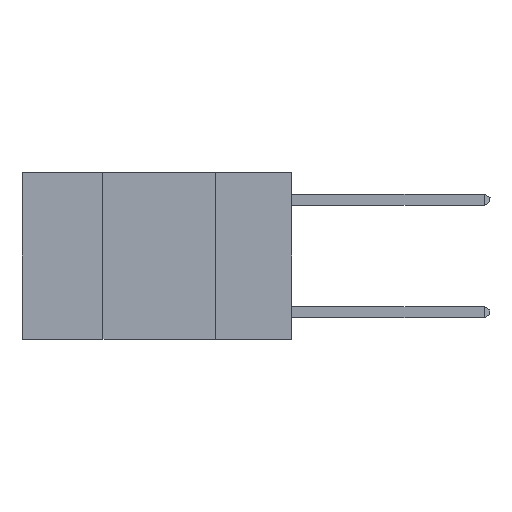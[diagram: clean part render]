
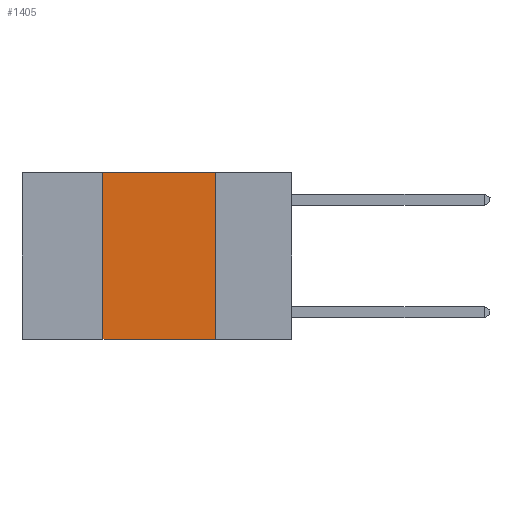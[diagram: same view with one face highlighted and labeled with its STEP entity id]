
A CAD part, left-side view. The second image highlights one B-rep face of the part: STEP entity #1405.
In plain terms, the highlighted planar face has unit normal (-1, 0, 0).
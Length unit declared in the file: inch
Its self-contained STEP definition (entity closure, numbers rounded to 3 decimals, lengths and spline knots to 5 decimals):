
#161 = ORIENTED_EDGE ( 'NONE', *, *, #10370, .F. ) ;
#463 = EDGE_CURVE ( 'NONE', #4843, #11595, #5363, .T. ) ;
#1170 = EDGE_CURVE ( 'NONE', #4843, #12113, #16569, .T. ) ;
#1175 = LINE ( 'NONE', #3417, #7419 ) ;
#1405 = ADVANCED_FACE ( 'NONE', ( #12781 ), #9996, .F. ) ;
#1516 = VERTEX_POINT ( 'NONE', #3056 ) ;
#2265 = VECTOR ( 'NONE', #4185, 39.37008 ) ;
#2972 = EDGE_CURVE ( 'NONE', #1516, #12113, #5813, .T. ) ;
#3056 = CARTESIAN_POINT ( 'NONE',  ( 0., 0.17, 0. ) ) ;
#3417 = CARTESIAN_POINT ( 'NONE',  ( 0., 0.6, 0. ) ) ;
#4185 = DIRECTION ( 'NONE',  ( 0., 0., -1. ) ) ;
#4479 = ORIENTED_EDGE ( 'NONE', *, *, #2972, .F. ) ;
#4742 = DIRECTION ( 'NONE',  ( 0., -1., 0. ) ) ;
#4843 = VERTEX_POINT ( 'NONE', #8072 ) ;
#5363 = LINE ( 'NONE', #6028, #14926 ) ;
#5813 = LINE ( 'NONE', #7863, #2265 ) ;
#6028 = CARTESIAN_POINT ( 'NONE',  ( 0., 0.42, 0. ) ) ;
#6059 = CARTESIAN_POINT ( 'NONE',  ( 0., 0.17, -0.37 ) ) ;
#7419 = VECTOR ( 'NONE', #4742, 39.37008 ) ;
#7706 = CARTESIAN_POINT ( 'NONE',  ( 0., 0.42, 0. ) ) ;
#7825 = EDGE_LOOP ( 'NONE', ( #4479, #161, #13298, #9185 ) ) ;
#7863 = CARTESIAN_POINT ( 'NONE',  ( 0., 0.17, 0. ) ) ;
#7908 = DIRECTION ( 'NONE',  ( 0., -1., 0. ) ) ;
#8072 = CARTESIAN_POINT ( 'NONE',  ( 0., 0.42, -0.37 ) ) ;
#9185 = ORIENTED_EDGE ( 'NONE', *, *, #1170, .T. ) ;
#9996 = PLANE ( 'NONE',  #11258 ) ;
#10054 = VECTOR ( 'NONE', #7908, 39.37008 ) ;
#10349 = DIRECTION ( 'NONE',  ( 1., 0., 0. ) ) ;
#10370 = EDGE_CURVE ( 'NONE', #11595, #1516, #1175, .T. ) ;
#11258 = AXIS2_PLACEMENT_3D ( 'NONE', #13469, #10349, #11636 ) ;
#11595 = VERTEX_POINT ( 'NONE', #7706 ) ;
#11636 = DIRECTION ( 'NONE',  ( 0., 0., -1. ) ) ;
#12113 = VERTEX_POINT ( 'NONE', #6059 ) ;
#12615 = CARTESIAN_POINT ( 'NONE',  ( 0., 0.6, -0.37 ) ) ;
#12781 = FACE_OUTER_BOUND ( 'NONE', #7825, .T. ) ;
#13298 = ORIENTED_EDGE ( 'NONE', *, *, #463, .F. ) ;
#13469 = CARTESIAN_POINT ( 'NONE',  ( 0., 0.6, 0. ) ) ;
#14926 = VECTOR ( 'NONE', #16609, 39.37008 ) ;
#16569 = LINE ( 'NONE', #12615, #10054 ) ;
#16609 = DIRECTION ( 'NONE',  ( 0., 0., 1. ) ) ;
